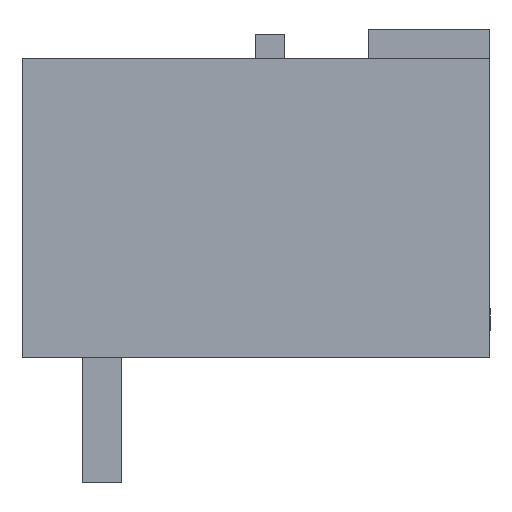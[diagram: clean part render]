
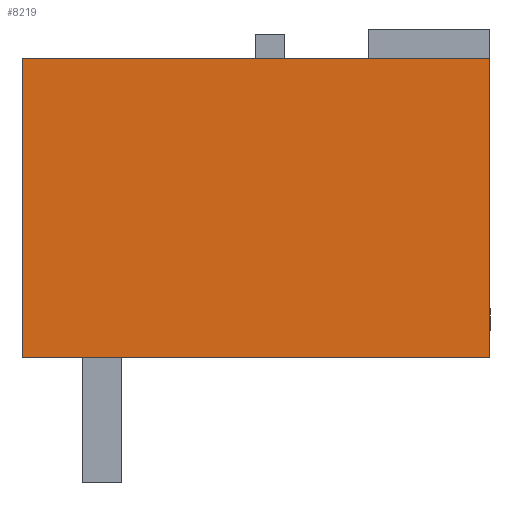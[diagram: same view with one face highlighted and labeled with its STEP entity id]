
A CAD part, left-side view. The second image highlights one B-rep face of the part: STEP entity #8219.
In plain terms, the highlighted planar face has unit normal (-1, 0, 0).
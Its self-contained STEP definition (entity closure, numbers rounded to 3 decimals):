
#8206=AXIS2_PLACEMENT_3D('Plane Axis2P3D',#8203,#8204,#8205) ;
#6220=CARTESIAN_POINT('Vertex',(0.,12.,3.2)) ;
#6223=CARTESIAN_POINT('Line Origine',(0.,12.,7.04)) ;
#6227=CARTESIAN_POINT('Vertex',(0.,12.,10.88)) ;
#6775=CARTESIAN_POINT('Vertex',(0.,0.,10.88)) ;
#6778=CARTESIAN_POINT('Line Origine',(0.,0.,7.04)) ;
#6782=CARTESIAN_POINT('Vertex',(0.,0.,3.2)) ;
#8090=CARTESIAN_POINT('Line Origine',(0.,6.,10.88)) ;
#8203=CARTESIAN_POINT('Axis2P3D Location',(0.,0.,10.88)) ;
#8208=CARTESIAN_POINT('Line Origine',(0.,6.,3.2)) ;
#6224=DIRECTION('Vector Direction',(0.,0.,-1.)) ;
#6779=DIRECTION('Vector Direction',(0.,0.,-1.)) ;
#8091=DIRECTION('Vector Direction',(0.,1.,0.)) ;
#8204=DIRECTION('Axis2P3D Direction',(1.,0.,0.)) ;
#8205=DIRECTION('Axis2P3D XDirection',(0.,0.,-1.)) ;
#8209=DIRECTION('Vector Direction',(0.,1.,0.)) ;
#6225=VECTOR('Line Direction',#6224,1.) ;
#6780=VECTOR('Line Direction',#6779,1.) ;
#8092=VECTOR('Line Direction',#8091,1.) ;
#8210=VECTOR('Line Direction',#8209,1.) ;
#8214=ORIENTED_EDGE('',*,*,#8212,.F.) ;
#8215=ORIENTED_EDGE('',*,*,#6784,.F.) ;
#8216=ORIENTED_EDGE('',*,*,#8094,.T.) ;
#8217=ORIENTED_EDGE('',*,*,#6229,.F.) ;
#8219=ADVANCED_FACE('HOUSING',(#8218),#8207,.F.) ;
#6229=EDGE_CURVE('',#6221,#6228,#6226,.F.) ;
#6784=EDGE_CURVE('',#6776,#6783,#6781,.T.) ;
#8094=EDGE_CURVE('',#6776,#6228,#8093,.T.) ;
#8212=EDGE_CURVE('',#6783,#6221,#8211,.T.) ;
#8213=EDGE_LOOP('',(#8214,#8215,#8216,#8217)) ;
#8218=FACE_OUTER_BOUND('',#8213,.T.) ;
#6226=LINE('Line',#6223,#6225) ;
#6781=LINE('Line',#6778,#6780) ;
#8093=LINE('Line',#8090,#8092) ;
#8211=LINE('Line',#8208,#8210) ;
#8207=PLANE('',#8206) ;
#6221=VERTEX_POINT('',#6220) ;
#6228=VERTEX_POINT('',#6227) ;
#6776=VERTEX_POINT('',#6775) ;
#6783=VERTEX_POINT('',#6782) ;
